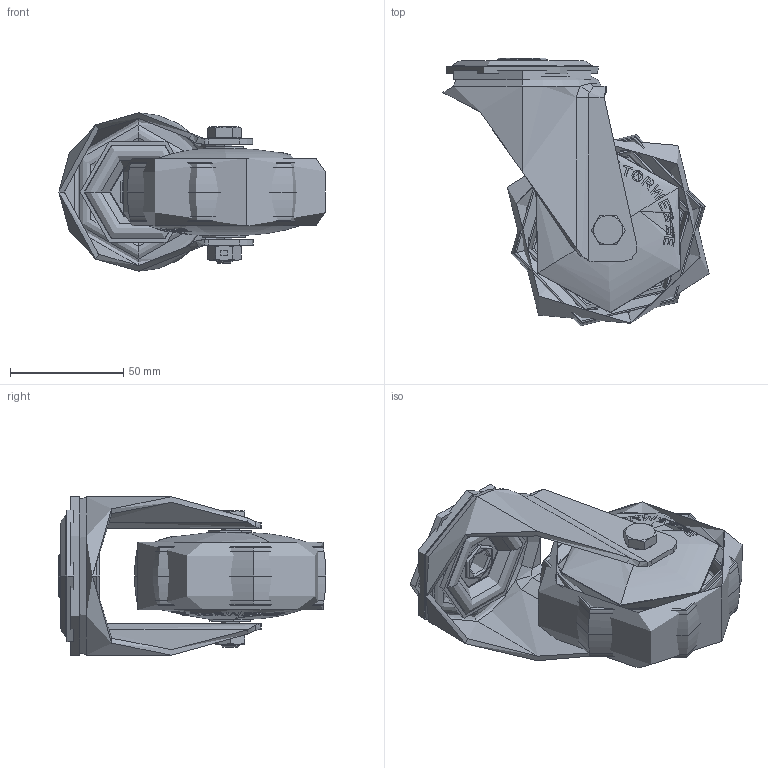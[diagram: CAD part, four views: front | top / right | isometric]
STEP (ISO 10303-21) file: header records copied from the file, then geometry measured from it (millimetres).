
FILE_DESCRIPTION (( 'STEP AP214' ), '1' );
FILE_NAME ('0055719.step', '2023-08-09T08:46:01', ( '' ), ( '' ), 'SwSTEP 2.0', 'SolidWorks 2020', '' );
FILE_SCHEMA (( 'AUTOMOTIVE_DESIGN' ));
Length unit declared in the file: millimetre
Products named in the file (1): 0055719
Bounding box: 117.55 x 118.24 x 70 mm (x, y, z)
Volume: 217339.2 mm3; surface area: 121263.7 mm2
Topology: 10 solids, 11 shells, 738 faces, 1756 edges, 1087 vertices
Faces by surface type: bspline 312, torus 166, cylinder 89, cone 88, plane 83
Entity records: 44158 total; most frequent: CARTESIAN_POINT 21348, ORIENTED_EDGE 3512, DIRECTION 2157, EDGE_CURVE 1756, VERTEX_POINT 1087, B_SPLINE_CURVE_WITH_KNOTS 978, AXIS2_PLACEMENT_3D 963, EDGE_LOOP 809
